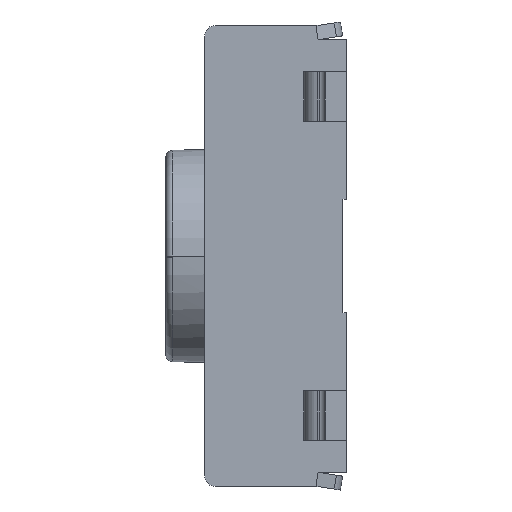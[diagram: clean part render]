
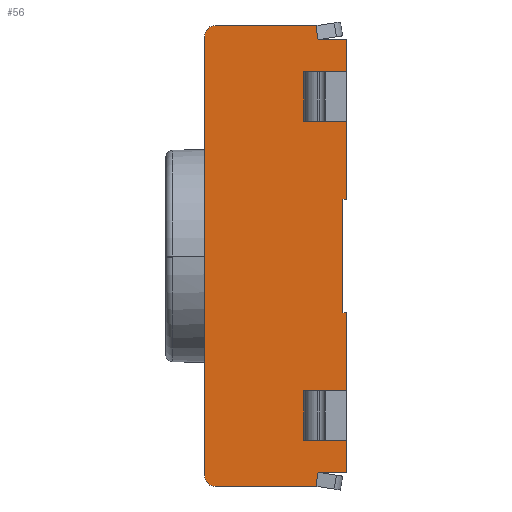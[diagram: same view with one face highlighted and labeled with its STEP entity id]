
A CAD part, left-side view. The second image highlights one B-rep face of the part: STEP entity #56.
In plain terms, the highlighted planar face has unit normal (-1, 0, 0).
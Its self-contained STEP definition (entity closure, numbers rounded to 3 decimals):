
#56=ADVANCED_FACE('',(#656,#657,#658),#659,.T.);
#656=FACE_OUTER_BOUND('',#1830,.T.);
#657=FACE_BOUND('',#1831,.T.);
#658=FACE_BOUND('',#1832,.T.);
#659=PLANE('',#1833);
#1830=EDGE_LOOP('',(#3441,#3442,#3443,#3444,#3445,#3446,#3447,#3448,#3449,#3450,#3451,#3452,#3453,#3454,#3455,#3456));
#1831=EDGE_LOOP('',(#3457,#3458,#3459,#3460));
#1832=EDGE_LOOP('',(#3461,#3462,#3463,#3464));
#1833=AXIS2_PLACEMENT_3D('',#3465,#3466,#3467);
#3441=ORIENTED_EDGE('',*,*,#8356,.F.);
#3442=ORIENTED_EDGE('',*,*,#7937,.T.);
#3443=ORIENTED_EDGE('',*,*,#8357,.T.);
#3444=ORIENTED_EDGE('',*,*,#8358,.T.);
#3445=ORIENTED_EDGE('',*,*,#8359,.T.);
#3446=ORIENTED_EDGE('',*,*,#8360,.F.);
#3447=ORIENTED_EDGE('',*,*,#8361,.T.);
#3448=ORIENTED_EDGE('',*,*,#8362,.F.);
#3449=ORIENTED_EDGE('',*,*,#8363,.T.);
#3450=ORIENTED_EDGE('',*,*,#8364,.T.);
#3451=ORIENTED_EDGE('',*,*,#8365,.T.);
#3452=ORIENTED_EDGE('',*,*,#8366,.T.);
#3453=ORIENTED_EDGE('',*,*,#8367,.F.);
#3454=ORIENTED_EDGE('',*,*,#7931,.T.);
#3455=ORIENTED_EDGE('',*,*,#8355,.T.);
#3456=ORIENTED_EDGE('',*,*,#8368,.T.);
#3457=ORIENTED_EDGE('',*,*,#8369,.T.);
#3458=ORIENTED_EDGE('',*,*,#8370,.T.);
#3459=ORIENTED_EDGE('',*,*,#8371,.F.);
#3460=ORIENTED_EDGE('',*,*,#8372,.F.);
#3461=ORIENTED_EDGE('',*,*,#8373,.T.);
#3462=ORIENTED_EDGE('',*,*,#8374,.F.);
#3463=ORIENTED_EDGE('',*,*,#8375,.F.);
#3464=ORIENTED_EDGE('',*,*,#8376,.T.);
#3465=CARTESIAN_POINT('',(-3.15,0.0,-3.05));
#3466=DIRECTION('',(-1.0,0.0,0.0));
#3467=DIRECTION('',(0.0,0.0,1.0));
#7931=EDGE_CURVE('',#9563,#9564,#9565,.T.);
#7937=EDGE_CURVE('',#9576,#9574,#9577,.T.);
#8355=EDGE_CURVE('',#9564,#10407,#10409,.T.);
#8356=EDGE_CURVE('',#9576,#10410,#10411,.T.);
#8357=EDGE_CURVE('',#9574,#10412,#10413,.T.);
#8358=EDGE_CURVE('',#10412,#10414,#10415,.T.);
#8359=EDGE_CURVE('',#10414,#10416,#10417,.T.);
#8360=EDGE_CURVE('',#10418,#10416,#10419,.T.);
#8361=EDGE_CURVE('',#10418,#10420,#10421,.T.);
#8362=EDGE_CURVE('',#10422,#10420,#10423,.T.);
#8363=EDGE_CURVE('',#10422,#10424,#10425,.T.);
#8364=EDGE_CURVE('',#10424,#10426,#10427,.T.);
#8365=EDGE_CURVE('',#10426,#10428,#10429,.T.);
#8366=EDGE_CURVE('',#10428,#10430,#10431,.T.);
#8367=EDGE_CURVE('',#9563,#10430,#10432,.T.);
#8368=EDGE_CURVE('',#10407,#10410,#10433,.T.);
#8369=EDGE_CURVE('',#10434,#10435,#10436,.T.);
#8370=EDGE_CURVE('',#10435,#10437,#10438,.T.);
#8371=EDGE_CURVE('',#10439,#10437,#10440,.T.);
#8372=EDGE_CURVE('',#10434,#10439,#10441,.T.);
#8373=EDGE_CURVE('',#10442,#10443,#10444,.T.);
#8374=EDGE_CURVE('',#10445,#10443,#10446,.T.);
#8375=EDGE_CURVE('',#10447,#10445,#10448,.T.);
#8376=EDGE_CURVE('',#10447,#10442,#10449,.T.);
#9563=VERTEX_POINT('',#12259);
#9564=VERTEX_POINT('',#12260);
#9565=LINE('',#12261,#12262);
#9574=VERTEX_POINT('',#12275);
#9576=VERTEX_POINT('',#12278);
#9577=LINE('',#12279,#12280);
#10407=VERTEX_POINT('',#13522);
#10409=LINE('',#13525,#13526);
#10410=VERTEX_POINT('',#13527);
#10411=LINE('',#13528,#13529);
#10412=VERTEX_POINT('',#13530);
#10413=LINE('',#13531,#13532);
#10414=VERTEX_POINT('',#13533);
#10415=LINE('',#13534,#13535);
#10416=VERTEX_POINT('',#13536);
#10417=CIRCLE('',#13537,1.0);
#10418=VERTEX_POINT('',#13538);
#10419=LINE('',#13539,#13540);
#10420=VERTEX_POINT('',#13541);
#10421=CIRCLE('',#13542,0.15);
#10422=VERTEX_POINT('',#13543);
#10423=LINE('',#13544,#13545);
#10424=VERTEX_POINT('',#13546);
#10425=CIRCLE('',#13547,0.15);
#10426=VERTEX_POINT('',#13548);
#10427=LINE('',#13549,#13550);
#10428=VERTEX_POINT('',#13551);
#10429=CIRCLE('',#13552,1.0);
#10430=VERTEX_POINT('',#13553);
#10431=LINE('',#13554,#13555);
#10432=LINE('',#13556,#13557);
#10433=LINE('',#13558,#13559);
#10434=VERTEX_POINT('',#13560);
#10435=VERTEX_POINT('',#13561);
#10436=LINE('',#13562,#13563);
#10437=VERTEX_POINT('',#13564);
#10438=LINE('',#13565,#13566);
#10439=VERTEX_POINT('',#13567);
#10440=LINE('',#13568,#13569);
#10441=LINE('',#13570,#13571);
#10442=VERTEX_POINT('',#13572);
#10443=VERTEX_POINT('',#13573);
#10444=LINE('',#13574,#13575);
#10445=VERTEX_POINT('',#13576);
#10446=LINE('',#13577,#13578);
#10447=VERTEX_POINT('',#13579);
#10448=LINE('',#13580,#13581);
#10449=LINE('',#13582,#13583);
#12259=CARTESIAN_POINT('',(-3.15,0.0,-3.05));
#12260=CARTESIAN_POINT('',(-3.15,0.0,-0.8));
#12261=CARTESIAN_POINT('',(-3.15,0.0,-3.05));
#12262=VECTOR('',#16527,2.25);
#12275=CARTESIAN_POINT('',(-3.15,0.0,3.05));
#12278=CARTESIAN_POINT('',(-3.15,0.0,0.8));
#12279=CARTESIAN_POINT('',(-3.15,0.0,0.8));
#12280=VECTOR('',#16533,2.25);
#13522=CARTESIAN_POINT('',(-3.15,0.05,-0.8));
#13525=CARTESIAN_POINT('',(-3.15,0.0,-0.8));
#13526=VECTOR('',#16959,0.05);
#13527=CARTESIAN_POINT('',(-3.15,0.05,0.8));
#13528=CARTESIAN_POINT('',(-3.15,0.0,0.8));
#13529=VECTOR('',#16960,0.05);
#13530=CARTESIAN_POINT('',(-3.15,0.4,3.05));
#13531=CARTESIAN_POINT('',(-3.15,0.0,3.05));
#13532=VECTOR('',#16961,0.4);
#13533=CARTESIAN_POINT('',(-3.15,0.431,3.251));
#13534=CARTESIAN_POINT('',(-3.15,0.4,3.05));
#13535=VECTOR('',#16962,0.204);
#13536=CARTESIAN_POINT('',(-3.15,0.479,3.25));
#13537=AXIS2_PLACEMENT_3D('',#16963,#16964,#16965);
#13538=CARTESIAN_POINT('',(-3.15,1.85,3.25));
#13539=CARTESIAN_POINT('',(-3.15,1.85,3.25));
#13540=VECTOR('',#16966,1.371);
#13541=CARTESIAN_POINT('',(-3.15,2.0,3.1));
#13542=AXIS2_PLACEMENT_3D('',#16967,#16968,#16969);
#13543=CARTESIAN_POINT('',(-3.15,2.0,-3.1));
#13544=CARTESIAN_POINT('',(-3.15,2.0,-3.1));
#13545=VECTOR('',#16970,6.2);
#13546=CARTESIAN_POINT('',(-3.15,1.85,-3.25));
#13547=AXIS2_PLACEMENT_3D('',#16971,#16972,#16973);
#13548=CARTESIAN_POINT('',(-3.15,0.479,-3.25));
#13549=CARTESIAN_POINT('',(-3.15,1.85,-3.25));
#13550=VECTOR('',#16974,1.371);
#13551=CARTESIAN_POINT('',(-3.15,0.431,-3.251));
#13552=AXIS2_PLACEMENT_3D('',#16975,#16976,#16977);
#13553=CARTESIAN_POINT('',(-3.15,0.4,-3.05));
#13554=CARTESIAN_POINT('',(-3.15,0.431,-3.251));
#13555=VECTOR('',#16978,0.204);
#13556=CARTESIAN_POINT('',(-3.15,0.0,-3.05));
#13557=VECTOR('',#16979,0.4);
#13558=CARTESIAN_POINT('',(-3.15,0.05,-0.8));
#13559=VECTOR('',#16980,1.6);
#13560=CARTESIAN_POINT('',(-3.15,0.3,-1.9));
#13561=CARTESIAN_POINT('',(-3.15,0.3,-2.6));
#13562=CARTESIAN_POINT('',(-3.15,0.3,-1.9));
#13563=VECTOR('',#16981,0.7);
#13564=CARTESIAN_POINT('',(-3.15,0.6,-2.6));
#13565=CARTESIAN_POINT('',(-3.15,0.3,-2.6));
#13566=VECTOR('',#16982,0.3);
#13567=CARTESIAN_POINT('',(-3.15,0.6,-1.9));
#13568=CARTESIAN_POINT('',(-3.15,0.6,-1.9));
#13569=VECTOR('',#16983,0.7);
#13570=CARTESIAN_POINT('',(-3.15,0.3,-1.9));
#13571=VECTOR('',#16984,0.3);
#13572=CARTESIAN_POINT('',(-3.15,0.6,1.9));
#13573=CARTESIAN_POINT('',(-3.15,0.6,2.6));
#13574=CARTESIAN_POINT('',(-3.15,0.6,1.9));
#13575=VECTOR('',#16985,0.7);
#13576=CARTESIAN_POINT('',(-3.15,0.3,2.6));
#13577=CARTESIAN_POINT('',(-3.15,0.3,2.6));
#13578=VECTOR('',#16986,0.3);
#13579=CARTESIAN_POINT('',(-3.15,0.3,1.9));
#13580=CARTESIAN_POINT('',(-3.15,0.3,1.9));
#13581=VECTOR('',#16987,0.7);
#13582=CARTESIAN_POINT('',(-3.15,0.3,1.9));
#13583=VECTOR('',#16988,0.3);
#16527=DIRECTION('',(0.0,0.0,1.0));
#16533=DIRECTION('',(0.0,0.0,1.0));
#16959=DIRECTION('',(0.0,1.0,0.0));
#16960=DIRECTION('',(0.0,1.0,0.0));
#16961=DIRECTION('',(-0.001,1.,0.));
#16962=DIRECTION('',(0.001,0.154,0.988));
#16963=CARTESIAN_POINT('',(-3.15,0.479,4.25));
#16964=DIRECTION('',(1.0,0.0,0.0));
#16965=DIRECTION('',(0.0,-0.048,-0.999));
#16966=DIRECTION('',(0.0,-1.0,0.0));
#16967=CARTESIAN_POINT('',(-3.15,1.85,3.1));
#16968=DIRECTION('',(-1.0,0.0,0.0));
#16969=DIRECTION('',(0.0,0.0,1.0));
#16970=DIRECTION('',(0.0,0.0,1.0));
#16971=CARTESIAN_POINT('',(-3.15,1.85,-3.1));
#16972=DIRECTION('',(-1.0,0.0,0.0));
#16973=DIRECTION('',(0.0,1.0,0.0));
#16974=DIRECTION('',(0.0,-1.0,0.0));
#16975=CARTESIAN_POINT('',(-3.15,0.479,-4.25));
#16976=DIRECTION('',(1.0,0.0,-0.0));
#16977=DIRECTION('',(0.0,0.0,1.0));
#16978=DIRECTION('',(-0.001,-0.154,0.988));
#16979=DIRECTION('',(-0.001,1.,0.));
#16980=DIRECTION('',(0.0,0.0,1.0));
#16981=DIRECTION('',(0.0,0.0,-1.0));
#16982=DIRECTION('',(0.0,1.0,0.0));
#16983=DIRECTION('',(0.0,0.0,-1.0));
#16984=DIRECTION('',(0.0,1.0,0.0));
#16985=DIRECTION('',(0.0,0.0,1.0));
#16986=DIRECTION('',(0.0,1.0,0.0));
#16987=DIRECTION('',(0.0,0.0,1.0));
#16988=DIRECTION('',(0.0,1.0,0.0));
